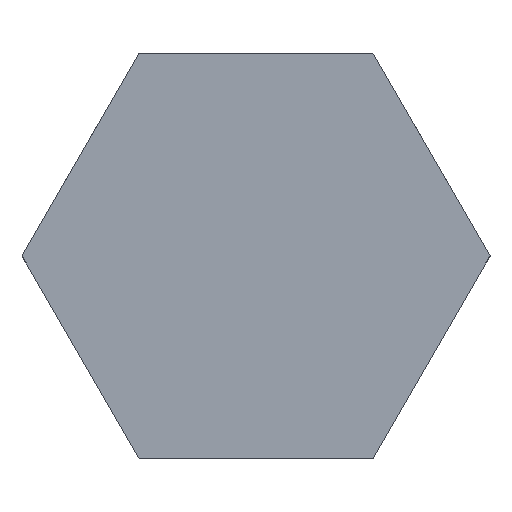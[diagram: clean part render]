
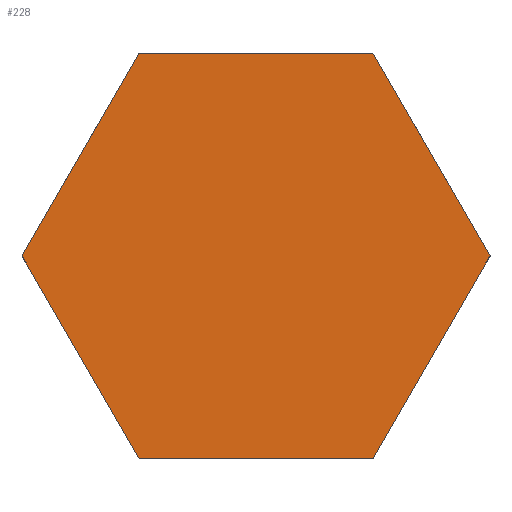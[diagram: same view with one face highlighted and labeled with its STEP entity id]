
A CAD part, top view. The second image highlights one B-rep face of the part: STEP entity #228.
In plain terms, the highlighted planar face has unit normal (0, 0, 1).
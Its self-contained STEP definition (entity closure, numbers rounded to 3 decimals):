
#18 = LINE ( 'NONE', #634, #656 ) ;
#20 = EDGE_CURVE ( 'NONE', #421, #467, #200, .T. ) ;
#32 = DIRECTION ( 'NONE',  ( 1., 0., 0. ) ) ;
#41 = VECTOR ( 'NONE', #235, 1000. ) ;
#48 = EDGE_CURVE ( 'NONE', #102, #421, #18, .T. ) ;
#59 = CARTESIAN_POINT ( 'NONE',  ( -43.301, -75., 10. ) ) ;
#67 = EDGE_CURVE ( 'NONE', #259, #226, #331, .T. ) ;
#74 = VECTOR ( 'NONE', #445, 1000. ) ;
#82 = DIRECTION ( 'NONE',  ( -0.5, -0.866, 0. ) ) ;
#102 = VERTEX_POINT ( 'NONE', #756 ) ;
#189 = CARTESIAN_POINT ( 'NONE',  ( 43.301, -75., 10. ) ) ;
#200 = LINE ( 'NONE', #683, #74 ) ;
#216 = EDGE_CURVE ( 'NONE', #226, #102, #600, .T. ) ;
#218 = ORIENTED_EDGE ( 'NONE', *, *, #300, .T. ) ;
#226 = VERTEX_POINT ( 'NONE', #709 ) ;
#228 = ADVANCED_FACE ( 'NONE', ( #540 ), #769, .T. ) ;
#234 = CARTESIAN_POINT ( 'NONE',  ( 0., 0., 10. ) ) ;
#235 = DIRECTION ( 'NONE',  ( 1., 0., 0. ) ) ;
#250 = LINE ( 'NONE', #59, #41 ) ;
#256 = VERTEX_POINT ( 'NONE', #604 ) ;
#259 = VERTEX_POINT ( 'NONE', #489 ) ;
#264 = DIRECTION ( 'NONE',  ( -0.5, 0.866, 0. ) ) ;
#300 = EDGE_CURVE ( 'NONE', #467, #256, #250, .T. ) ;
#331 = LINE ( 'NONE', #448, #389 ) ;
#345 = DIRECTION ( 'NONE',  ( -1., 0., 0. ) ) ;
#352 = VECTOR ( 'NONE', #618, 1000. ) ;
#376 = LINE ( 'NONE', #189, #352 ) ;
#389 = VECTOR ( 'NONE', #264, 1000. ) ;
#421 = VERTEX_POINT ( 'NONE', #496 ) ;
#436 = EDGE_CURVE ( 'NONE', #256, #259, #376, .T. ) ;
#445 = DIRECTION ( 'NONE',  ( 0.5, -0.866, 0. ) ) ;
#448 = CARTESIAN_POINT ( 'NONE',  ( 86.603, 0., 10. ) ) ;
#451 = VECTOR ( 'NONE', #345, 1000. ) ;
#467 = VERTEX_POINT ( 'NONE', #664 ) ;
#477 = DIRECTION ( 'NONE',  ( 0., 0., 1. ) ) ;
#489 = CARTESIAN_POINT ( 'NONE',  ( 86.603, 0., 10. ) ) ;
#496 = CARTESIAN_POINT ( 'NONE',  ( -86.603, 0., 10. ) ) ;
#540 = FACE_OUTER_BOUND ( 'NONE', #628, .T. ) ;
#547 = ORIENTED_EDGE ( 'NONE', *, *, #436, .T. ) ;
#586 = CARTESIAN_POINT ( 'NONE',  ( 43.301, 75., 10. ) ) ;
#593 = ORIENTED_EDGE ( 'NONE', *, *, #48, .T. ) ;
#600 = LINE ( 'NONE', #586, #451 ) ;
#604 = CARTESIAN_POINT ( 'NONE',  ( 43.301, -75., 10. ) ) ;
#618 = DIRECTION ( 'NONE',  ( 0.5, 0.866, 0. ) ) ;
#628 = EDGE_LOOP ( 'NONE', ( #547, #632, #686, #593, #703, #218 ) ) ;
#632 = ORIENTED_EDGE ( 'NONE', *, *, #67, .T. ) ;
#634 = CARTESIAN_POINT ( 'NONE',  ( -43.301, 75., 10. ) ) ;
#656 = VECTOR ( 'NONE', #82, 1000. ) ;
#664 = CARTESIAN_POINT ( 'NONE',  ( -43.301, -75., 10. ) ) ;
#666 = AXIS2_PLACEMENT_3D ( 'NONE', #234, #477, #32 ) ;
#683 = CARTESIAN_POINT ( 'NONE',  ( -86.603, 0., 10. ) ) ;
#686 = ORIENTED_EDGE ( 'NONE', *, *, #216, .T. ) ;
#703 = ORIENTED_EDGE ( 'NONE', *, *, #20, .T. ) ;
#709 = CARTESIAN_POINT ( 'NONE',  ( 43.301, 75., 10. ) ) ;
#756 = CARTESIAN_POINT ( 'NONE',  ( -43.301, 75., 10. ) ) ;
#769 = PLANE ( 'NONE',  #666 ) ;
